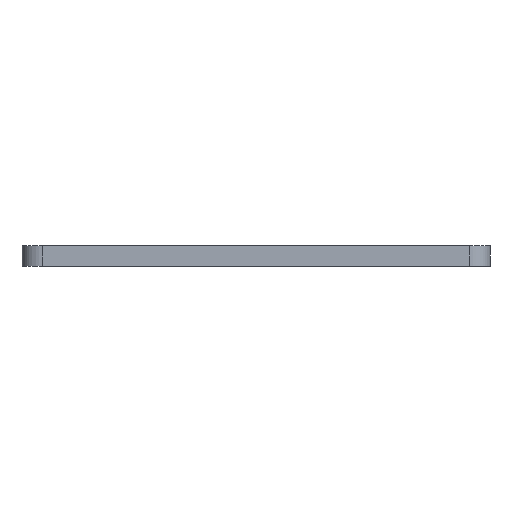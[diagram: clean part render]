
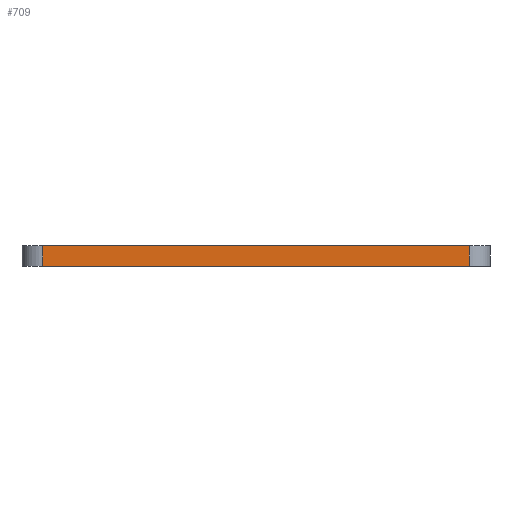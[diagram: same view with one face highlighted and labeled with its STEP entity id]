
A CAD part, left-side view. The second image highlights one B-rep face of the part: STEP entity #709.
In plain terms, the highlighted planar face has unit normal (-1, 0, 0).
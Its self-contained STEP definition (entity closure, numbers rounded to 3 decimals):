
#64=PLANE('',#810);
#97=FACE_OUTER_BOUND('',#153,.T.);
#153=EDGE_LOOP('',(#613,#614,#615,#616));
#180=LINE('',#1037,#219);
#184=LINE('',#1051,#223);
#188=LINE('',#1110,#227);
#216=LINE('',#1213,#255);
#219=VECTOR('',#822,10.);
#223=VECTOR('',#834,10.);
#227=VECTOR('',#894,10.);
#255=VECTOR('',#1022,10.);
#311=VERTEX_POINT('',#1030);
#314=VERTEX_POINT('',#1035);
#320=VERTEX_POINT('',#1049);
#347=VERTEX_POINT('',#1108);
#376=EDGE_CURVE('',#314,#311,#180,.T.);
#383=EDGE_CURVE('',#320,#314,#184,.T.);
#412=EDGE_CURVE('',#347,#320,#188,.T.);
#464=EDGE_CURVE('',#311,#347,#216,.T.);
#613=ORIENTED_EDGE('',*,*,#376,.F.);
#614=ORIENTED_EDGE('',*,*,#383,.F.);
#615=ORIENTED_EDGE('',*,*,#412,.F.);
#616=ORIENTED_EDGE('',*,*,#464,.F.);
#709=ADVANCED_FACE('',(#97),#64,.T.);
#810=AXIS2_PLACEMENT_3D('',#1212,#1020,#1021);
#822=DIRECTION('',(0.,0.,1.));
#834=DIRECTION('',(0.,1.,0.));
#894=DIRECTION('',(0.,0.,-1.));
#1020=DIRECTION('center_axis',(-1.,0.,0.));
#1021=DIRECTION('ref_axis',(0.,-1.,0.));
#1022=DIRECTION('',(0.,-1.,0.));
#1030=CARTESIAN_POINT('',(-30.,43.65,36.8));
#1035=CARTESIAN_POINT('',(-30.,43.65,33.8));
#1037=CARTESIAN_POINT('',(-30.,43.65,33.8));
#1049=CARTESIAN_POINT('',(-30.,-18.5,33.8));
#1051=CARTESIAN_POINT('',(-30.,-21.5,33.8));
#1108=CARTESIAN_POINT('',(-30.,-18.5,36.8));
#1110=CARTESIAN_POINT('',(-30.,-18.5,33.8));
#1212=CARTESIAN_POINT('Origin',(-30.,46.65,33.8));
#1213=CARTESIAN_POINT('',(-30.,-21.5,36.8));
